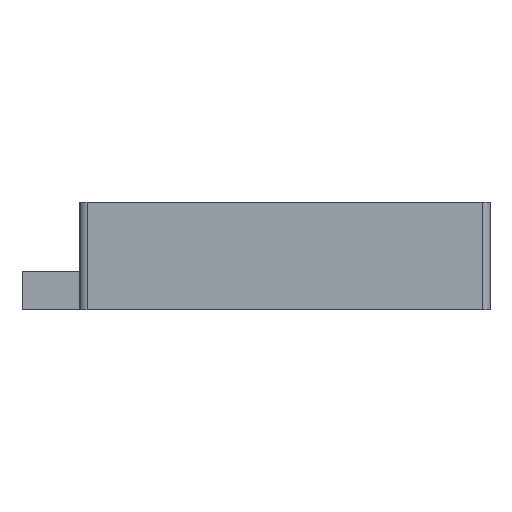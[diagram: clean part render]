
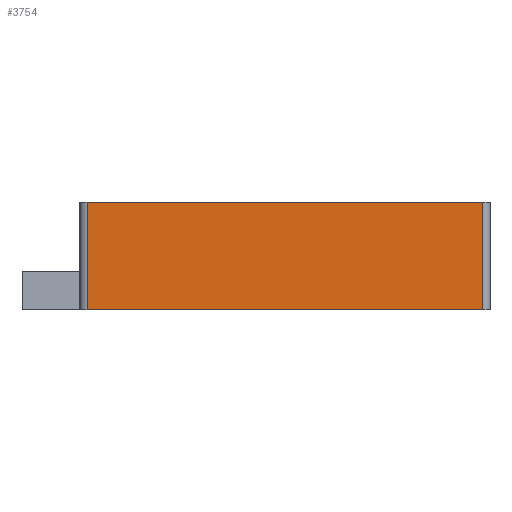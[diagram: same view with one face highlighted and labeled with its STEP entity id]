
A CAD part, front view. The second image highlights one B-rep face of the part: STEP entity #3754.
In plain terms, the highlighted planar face has unit normal (0, -1, 0).
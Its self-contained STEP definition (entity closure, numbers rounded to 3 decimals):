
#577=FACE_OUTER_BOUND('',#785,.T.);
#785=EDGE_LOOP('',(#3218,#3219,#3220,#3221));
#1055=LINE('',#6810,#1361);
#1062=LINE('',#6829,#1368);
#1091=LINE('',#6914,#1397);
#1092=LINE('',#6916,#1398);
#1361=VECTOR('',#4483,10.);
#1368=VECTOR('',#4502,10.);
#1397=VECTOR('',#4579,10.);
#1398=VECTOR('',#4582,10.);
#1762=VERTEX_POINT('',#6807);
#1763=VERTEX_POINT('',#6809);
#1768=VERTEX_POINT('',#6826);
#1769=VERTEX_POINT('',#6828);
#2284=EDGE_CURVE('',#1762,#1763,#1055,.T.);
#2294=EDGE_CURVE('',#1768,#1769,#1062,.T.);
#2337=EDGE_CURVE('',#1769,#1762,#1091,.T.);
#2338=EDGE_CURVE('',#1763,#1768,#1092,.T.);
#3218=ORIENTED_EDGE('',*,*,#2337,.F.);
#3219=ORIENTED_EDGE('',*,*,#2294,.F.);
#3220=ORIENTED_EDGE('',*,*,#2338,.F.);
#3221=ORIENTED_EDGE('',*,*,#2284,.F.);
#3559=PLANE('',#3961);
#3754=ADVANCED_FACE('',(#577),#3559,.T.);
#3961=AXIS2_PLACEMENT_3D('',#6915,#4580,#4581);
#4483=DIRECTION('',(-1.,0.,0.));
#4502=DIRECTION('',(1.,0.,0.));
#4579=DIRECTION('',(0.,0.,-1.));
#4580=DIRECTION('center_axis',(0.,-1.,0.));
#4581=DIRECTION('ref_axis',(-1.,0.,0.));
#4582=DIRECTION('',(0.,0.,1.));
#6807=CARTESIAN_POINT('',(105.,0.,-28.));
#6809=CARTESIAN_POINT('',(2.,0.,-28.));
#6810=CARTESIAN_POINT('',(0.,0.,-28.));
#6826=CARTESIAN_POINT('',(2.,0.,0.));
#6828=CARTESIAN_POINT('',(105.,0.,0.));
#6829=CARTESIAN_POINT('',(0.,0.,0.));
#6914=CARTESIAN_POINT('',(105.,0.,0.));
#6915=CARTESIAN_POINT('Origin',(107.,0.,0.));
#6916=CARTESIAN_POINT('',(2.,0.,0.));
